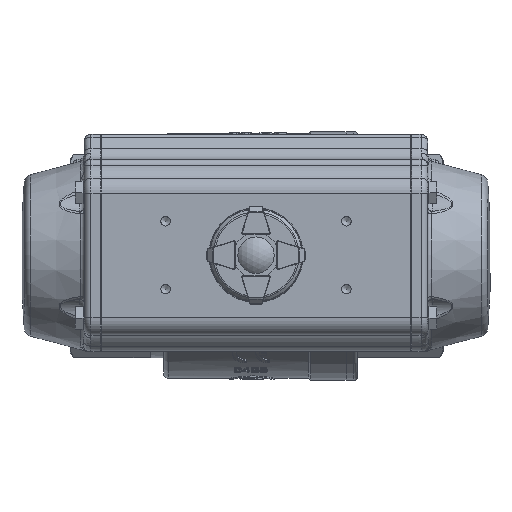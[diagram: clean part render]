
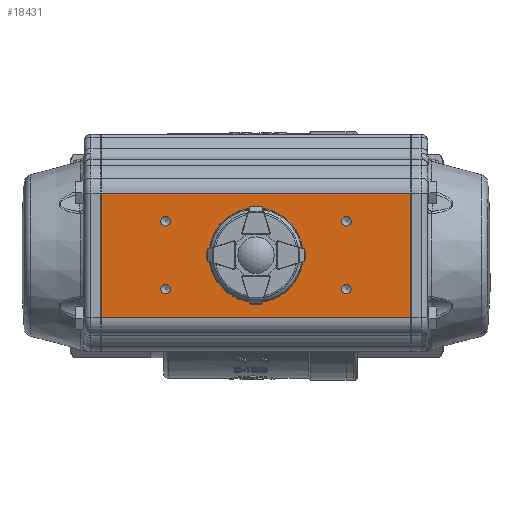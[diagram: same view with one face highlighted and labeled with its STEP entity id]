
A CAD part, top view. The second image highlights one B-rep face of the part: STEP entity #18431.
In plain terms, the highlighted face is planar.
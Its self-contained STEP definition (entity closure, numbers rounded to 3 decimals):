
#1180=LINE('',#37686,#2053);
#1195=LINE('',#37759,#2068);
#1210=LINE('',#37822,#2083);
#1211=LINE('',#37824,#2084);
#2053=VECTOR('',#24368,1000.);
#2068=VECTOR('',#24427,1000.);
#2083=VECTOR('',#24484,1000.);
#2084=VECTOR('',#24487,1000.);
#3260=PLANE('',#20291);
#7133=ORIENTED_EDGE('',*,*,#9592,.F.);
#7134=ORIENTED_EDGE('',*,*,#9660,.F.);
#7135=ORIENTED_EDGE('',*,*,#9628,.T.);
#7136=ORIENTED_EDGE('',*,*,#9661,.T.);
#7137=ORIENTED_EDGE('',*,*,#9254,.T.);
#7138=ORIENTED_EDGE('',*,*,#9246,.F.);
#7139=ORIENTED_EDGE('',*,*,#9248,.F.);
#7140=ORIENTED_EDGE('',*,*,#9250,.F.);
#7141=ORIENTED_EDGE('',*,*,#9252,.F.);
#9246=EDGE_CURVE('',#11040,#11040,#12047,.T.);
#9248=EDGE_CURVE('',#11043,#11043,#12049,.T.);
#9250=EDGE_CURVE('',#11046,#11046,#12051,.T.);
#9252=EDGE_CURVE('',#11049,#11049,#12053,.T.);
#9254=EDGE_CURVE('',#11051,#11051,#12055,.T.);
#9592=EDGE_CURVE('',#11260,#11261,#1180,.T.);
#9628=EDGE_CURVE('',#11297,#11296,#1195,.T.);
#9660=EDGE_CURVE('',#11297,#11260,#1210,.T.);
#9661=EDGE_CURVE('',#11296,#11261,#1211,.T.);
#11040=VERTEX_POINT('',#35050);
#11043=VERTEX_POINT('',#35057);
#11046=VERTEX_POINT('',#35064);
#11049=VERTEX_POINT('',#35071);
#11051=VERTEX_POINT('',#35076);
#11260=VERTEX_POINT('',#37685);
#11261=VERTEX_POINT('',#37687);
#11296=VERTEX_POINT('',#37758);
#11297=VERTEX_POINT('',#37760);
#12047=CIRCLE('',#19915,2.1);
#12049=CIRCLE('',#19919,2.1);
#12051=CIRCLE('',#19923,2.1);
#12053=CIRCLE('',#19927,2.1);
#12055=CIRCLE('',#19930,15.8);
#13524=EDGE_LOOP('',(#7133,#7134,#7135,#7136));
#13525=EDGE_LOOP('',(#7137));
#13526=EDGE_LOOP('',(#7138));
#13527=EDGE_LOOP('',(#7139));
#13528=EDGE_LOOP('',(#7140));
#13529=EDGE_LOOP('',(#7141));
#14864=FACE_BOUND('',#13524,.T.);
#14865=FACE_BOUND('',#13525,.T.);
#14866=FACE_BOUND('',#13526,.T.);
#14867=FACE_BOUND('',#13527,.T.);
#14868=FACE_BOUND('',#13528,.T.);
#14869=FACE_BOUND('',#13529,.T.);
#18431=ADVANCED_FACE('',(#14864,#14865,#14866,#14867,#14868,#14869),#3260,
 .T.);
#19915=AXIS2_PLACEMENT_3D('',#35049,#23662,#23663);
#19919=AXIS2_PLACEMENT_3D('',#35056,#23670,#23671);
#19923=AXIS2_PLACEMENT_3D('',#35063,#23678,#23679);
#19927=AXIS2_PLACEMENT_3D('',#35070,#23686,#23687);
#19930=AXIS2_PLACEMENT_3D('',#35075,#23692,#23693);
#20291=AXIS2_PLACEMENT_3D('',#37958,#24625,#24626);
#23662=DIRECTION('',(0.,1.,0.));
#23663=DIRECTION('',(0.,0.,1.));
#23670=DIRECTION('',(0.,1.,0.));
#23671=DIRECTION('',(0.,0.,1.));
#23678=DIRECTION('',(0.,1.,0.));
#23679=DIRECTION('',(0.,0.,1.));
#23686=DIRECTION('',(0.,1.,0.));
#23687=DIRECTION('',(0.,0.,1.));
#23692=DIRECTION('',(0.,-1.,0.));
#23693=DIRECTION('',(-1.,0.,0.));
#24368=DIRECTION('',(1.,0.,0.));
#24427=DIRECTION('',(1.,0.,0.));
#24484=DIRECTION('',(0.,0.,-1.));
#24487=DIRECTION('',(0.,0.,-1.));
#24625=DIRECTION('',(0.,1.,0.));
#24626=DIRECTION('',(1.,0.,0.));
#35049=CARTESIAN_POINT('',(15.,51.,40.));
#35050=CARTESIAN_POINT('',(15.,51.,42.1));
#35056=CARTESIAN_POINT('',(-15.,51.,40.));
#35057=CARTESIAN_POINT('',(-15.,51.,42.1));
#35063=CARTESIAN_POINT('',(15.,51.,-40.));
#35064=CARTESIAN_POINT('',(15.,51.,-37.9));
#35070=CARTESIAN_POINT('',(-15.,51.,-40.));
#35071=CARTESIAN_POINT('',(-15.,51.,-37.9));
#35075=CARTESIAN_POINT('',(0.,51.,0.));
#35076=CARTESIAN_POINT('',(-15.8,51.,0.));
#37685=CARTESIAN_POINT('',(-27.474,51.,-68.5));
#37686=CARTESIAN_POINT('',(-27.474,51.,-68.5));
#37687=CARTESIAN_POINT('',(27.474,51.,-68.5));
#37758=CARTESIAN_POINT('',(27.474,51.,68.5));
#37759=CARTESIAN_POINT('',(-27.474,51.,68.5));
#37760=CARTESIAN_POINT('',(-27.474,51.,68.5));
#37822=CARTESIAN_POINT('',(-27.474,51.,68.5));
#37824=CARTESIAN_POINT('',(27.474,51.,68.5));
#37958=CARTESIAN_POINT('',(-27.474,51.,68.5));
